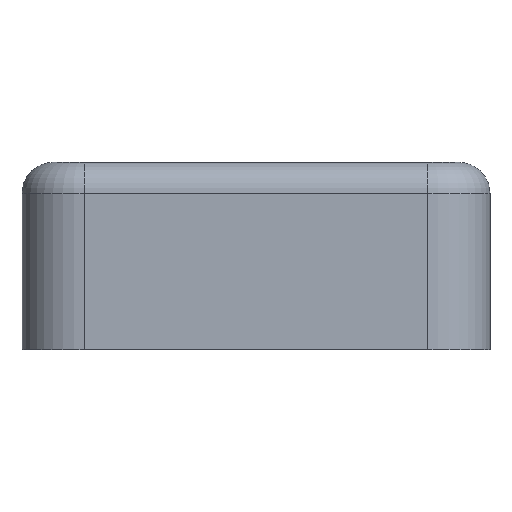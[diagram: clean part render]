
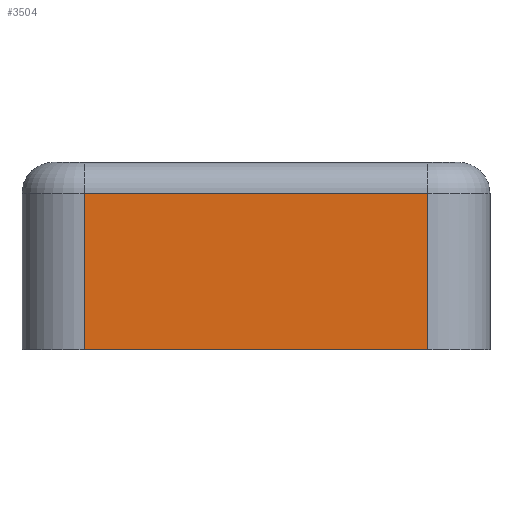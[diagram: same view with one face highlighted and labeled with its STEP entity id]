
A CAD part, left-side view. The second image highlights one B-rep face of the part: STEP entity #3504.
In plain terms, the highlighted planar face has unit normal (-1, 0, 0).
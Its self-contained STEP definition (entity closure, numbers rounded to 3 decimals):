
#101 = CYLINDRICAL_SURFACE('',#102,1.);
#102 = AXIS2_PLACEMENT_3D('',#103,#104,#105);
#103 = CARTESIAN_POINT('',(1.,2.,5.));
#104 = DIRECTION('',(0.,1.,0.));
#105 = DIRECTION('',(0.,0.,1.));
#993 = VERTEX_POINT('',#994);
#994 = CARTESIAN_POINT('',(0.,2.,5.));
#1029 = CYLINDRICAL_SURFACE('',#1030,2.);
#1030 = AXIS2_PLACEMENT_3D('',#1031,#1032,#1033);
#1031 = CARTESIAN_POINT('',(2.,2.,0.));
#1032 = DIRECTION('',(-0.,-0.,-1.));
#1033 = DIRECTION('',(1.,0.,0.));
#1098 = EDGE_CURVE('',#993,#1099,#1101,.T.);
#1099 = VERTEX_POINT('',#1100);
#1100 = CARTESIAN_POINT('',(0.,13.,5.));
#1101 = SURFACE_CURVE('',#1102,(#1106,#1113),.PCURVE_S1.);
#1102 = LINE('',#1103,#1104);
#1103 = CARTESIAN_POINT('',(0.,2.,5.));
#1104 = VECTOR('',#1105,1.);
#1105 = DIRECTION('',(0.,1.,0.));
#1106 = PCURVE('',#101,#1107);
#1107 = DEFINITIONAL_REPRESENTATION('',(#1108),#1112);
#1108 = LINE('',#1109,#1110);
#1109 = CARTESIAN_POINT('',(-1.571,0.));
#1110 = VECTOR('',#1111,1.);
#1111 = DIRECTION('',(-0.,1.));
#1112 = ( GEOMETRIC_REPRESENTATION_CONTEXT(2) 
PARAMETRIC_REPRESENTATION_CONTEXT() REPRESENTATION_CONTEXT('2D SPACE',''
  ) );
#1113 = PCURVE('',#1114,#1119);
#1114 = PLANE('',#1115);
#1115 = AXIS2_PLACEMENT_3D('',#1116,#1117,#1118);
#1116 = CARTESIAN_POINT('',(0.,7.5,3.));
#1117 = DIRECTION('',(-1.,-0.,-0.));
#1118 = DIRECTION('',(0.,0.,-1.));
#1119 = DEFINITIONAL_REPRESENTATION('',(#1120),#1124);
#1120 = LINE('',#1121,#1122);
#1121 = CARTESIAN_POINT('',(-2.,5.5));
#1122 = VECTOR('',#1123,1.);
#1123 = DIRECTION('',(0.,-1.));
#1124 = ( GEOMETRIC_REPRESENTATION_CONTEXT(2) 
PARAMETRIC_REPRESENTATION_CONTEXT() REPRESENTATION_CONTEXT('2D SPACE',''
  ) );
#1243 = CYLINDRICAL_SURFACE('',#1244,2.);
#1244 = AXIS2_PLACEMENT_3D('',#1245,#1246,#1247);
#1245 = CARTESIAN_POINT('',(2.,13.,0.));
#1246 = DIRECTION('',(-0.,-0.,-1.));
#1247 = DIRECTION('',(1.,0.,0.));
#1491 = PLANE('',#1492);
#1492 = AXIS2_PLACEMENT_3D('',#1493,#1494,#1495);
#1493 = CARTESIAN_POINT('',(11.,7.5,0.));
#1494 = DIRECTION('',(-0.,-0.,-1.));
#1495 = DIRECTION('',(-1.,0.,0.));
#3407 = VERTEX_POINT('',#3408);
#3408 = CARTESIAN_POINT('',(0.,2.,0.));
#3434 = EDGE_CURVE('',#3407,#993,#3435,.T.);
#3435 = SURFACE_CURVE('',#3436,(#3440,#3447),.PCURVE_S1.);
#3436 = LINE('',#3437,#3438);
#3437 = CARTESIAN_POINT('',(0.,2.,0.));
#3438 = VECTOR('',#3439,1.);
#3439 = DIRECTION('',(0.,0.,1.));
#3440 = PCURVE('',#1029,#3441);
#3441 = DEFINITIONAL_REPRESENTATION('',(#3442),#3446);
#3442 = LINE('',#3443,#3444);
#3443 = CARTESIAN_POINT('',(-3.142,0.));
#3444 = VECTOR('',#3445,1.);
#3445 = DIRECTION('',(-0.,-1.));
#3446 = ( GEOMETRIC_REPRESENTATION_CONTEXT(2) 
PARAMETRIC_REPRESENTATION_CONTEXT() REPRESENTATION_CONTEXT('2D SPACE',''
  ) );
#3447 = PCURVE('',#1114,#3448);
#3448 = DEFINITIONAL_REPRESENTATION('',(#3449),#3453);
#3449 = LINE('',#3450,#3451);
#3450 = CARTESIAN_POINT('',(3.,5.5));
#3451 = VECTOR('',#3452,1.);
#3452 = DIRECTION('',(-1.,0.));
#3453 = ( GEOMETRIC_REPRESENTATION_CONTEXT(2) 
PARAMETRIC_REPRESENTATION_CONTEXT() REPRESENTATION_CONTEXT('2D SPACE',''
  ) );
#3504 = ADVANCED_FACE('',(#3505),#1114,.T.);
#3505 = FACE_BOUND('',#3506,.T.);
#3506 = EDGE_LOOP('',(#3507,#3508,#3509,#3532));
#3507 = ORIENTED_EDGE('',*,*,#3434,.T.);
#3508 = ORIENTED_EDGE('',*,*,#1098,.T.);
#3509 = ORIENTED_EDGE('',*,*,#3510,.F.);
#3510 = EDGE_CURVE('',#3511,#1099,#3513,.T.);
#3511 = VERTEX_POINT('',#3512);
#3512 = CARTESIAN_POINT('',(0.,13.,0.));
#3513 = SURFACE_CURVE('',#3514,(#3518,#3525),.PCURVE_S1.);
#3514 = LINE('',#3515,#3516);
#3515 = CARTESIAN_POINT('',(0.,13.,3.5));
#3516 = VECTOR('',#3517,1.);
#3517 = DIRECTION('',(0.,0.,1.));
#3518 = PCURVE('',#1114,#3519);
#3519 = DEFINITIONAL_REPRESENTATION('',(#3520),#3524);
#3520 = LINE('',#3521,#3522);
#3521 = CARTESIAN_POINT('',(-0.5,-5.5));
#3522 = VECTOR('',#3523,1.);
#3523 = DIRECTION('',(-1.,0.));
#3524 = ( GEOMETRIC_REPRESENTATION_CONTEXT(2) 
PARAMETRIC_REPRESENTATION_CONTEXT() REPRESENTATION_CONTEXT('2D SPACE',''
  ) );
#3525 = PCURVE('',#1243,#3526);
#3526 = DEFINITIONAL_REPRESENTATION('',(#3527),#3531);
#3527 = LINE('',#3528,#3529);
#3528 = CARTESIAN_POINT('',(-3.142,-3.5));
#3529 = VECTOR('',#3530,1.);
#3530 = DIRECTION('',(-0.,-1.));
#3531 = ( GEOMETRIC_REPRESENTATION_CONTEXT(2) 
PARAMETRIC_REPRESENTATION_CONTEXT() REPRESENTATION_CONTEXT('2D SPACE',''
  ) );
#3532 = ORIENTED_EDGE('',*,*,#3533,.F.);
#3533 = EDGE_CURVE('',#3407,#3511,#3534,.T.);
#3534 = SURFACE_CURVE('',#3535,(#3539,#3546),.PCURVE_S1.);
#3535 = LINE('',#3536,#3537);
#3536 = CARTESIAN_POINT('',(0.,2.,0.));
#3537 = VECTOR('',#3538,1.);
#3538 = DIRECTION('',(0.,1.,0.));
#3539 = PCURVE('',#1114,#3540);
#3540 = DEFINITIONAL_REPRESENTATION('',(#3541),#3545);
#3541 = LINE('',#3542,#3543);
#3542 = CARTESIAN_POINT('',(3.,5.5));
#3543 = VECTOR('',#3544,1.);
#3544 = DIRECTION('',(0.,-1.));
#3545 = ( GEOMETRIC_REPRESENTATION_CONTEXT(2) 
PARAMETRIC_REPRESENTATION_CONTEXT() REPRESENTATION_CONTEXT('2D SPACE',''
  ) );
#3546 = PCURVE('',#1491,#3547);
#3547 = DEFINITIONAL_REPRESENTATION('',(#3548),#3552);
#3548 = LINE('',#3549,#3550);
#3549 = CARTESIAN_POINT('',(11.,-5.5));
#3550 = VECTOR('',#3551,1.);
#3551 = DIRECTION('',(0.,1.));
#3552 = ( GEOMETRIC_REPRESENTATION_CONTEXT(2) 
PARAMETRIC_REPRESENTATION_CONTEXT() REPRESENTATION_CONTEXT('2D SPACE',''
  ) );
